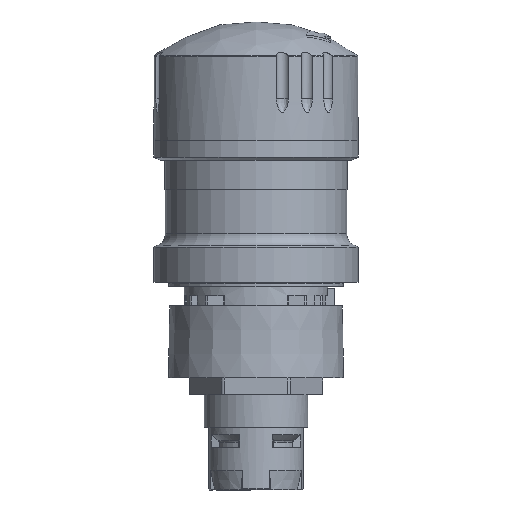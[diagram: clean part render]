
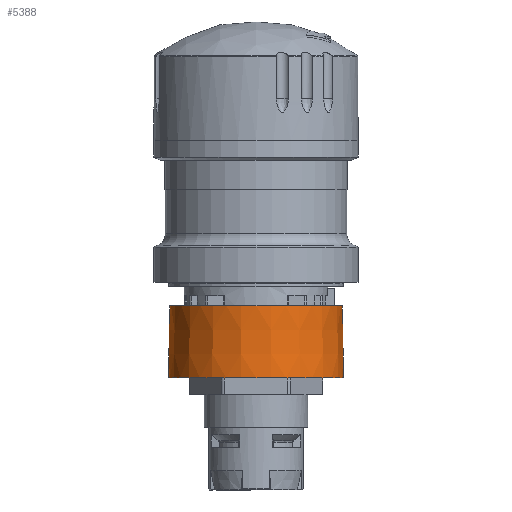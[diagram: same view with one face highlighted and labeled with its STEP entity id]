
A CAD part, front view. The second image highlights one B-rep face of the part: STEP entity #5388.
In plain terms, the highlighted conical face has half-angle 1 degrees and reference radius 13.403 mm.
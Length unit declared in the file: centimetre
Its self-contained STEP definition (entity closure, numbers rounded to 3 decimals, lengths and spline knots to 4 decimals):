
#301=CONICAL_SURFACE('',#5812,1.3403,1.);
#473=FACE_BOUND('',#941,.T.);
#580=FACE_OUTER_BOUND('',#940,.T.);
#940=EDGE_LOOP('',(#3918));
#941=EDGE_LOOP('',(#3919));
#1319=CIRCLE('',#5811,1.3306);
#1320=CIRCLE('',#5813,1.35);
#2313=VERTEX_POINT('',#8969);
#2314=VERTEX_POINT('',#8972);
#2911=EDGE_CURVE('',#2313,#2313,#1319,.T.);
#2912=EDGE_CURVE('',#2314,#2314,#1320,.T.);
#3918=ORIENTED_EDGE('',*,*,#2912,.F.);
#3919=ORIENTED_EDGE('',*,*,#2911,.T.);
#5388=ADVANCED_FACE('',(#580,#473),#301,.T.);
#5811=AXIS2_PLACEMENT_3D('',#8970,#6649,#6650);
#5812=AXIS2_PLACEMENT_3D('',#8971,#6651,#6652);
#5813=AXIS2_PLACEMENT_3D('',#8973,#6653,#6654);
#6649=DIRECTION('center_axis',(0.,0.,
-1.));
#6650=DIRECTION('ref_axis',(1.,0.,0.));
#6651=DIRECTION('center_axis',(0.,0.,
-1.));
#6652=DIRECTION('ref_axis',(1.,0.,0.));
#6653=DIRECTION('center_axis',(0.,0.,
-1.));
#6654=DIRECTION('ref_axis',(1.,0.,0.));
#8969=CARTESIAN_POINT('',(1.3306,0.,-0.3));
#8970=CARTESIAN_POINT('Origin',(0.,0.,
-0.3));
#8971=CARTESIAN_POINT('Origin',(0.,0.,
-0.855));
#8972=CARTESIAN_POINT('',(1.35,0.,-1.41));
#8973=CARTESIAN_POINT('Origin',(0.,0.,
-1.41));
